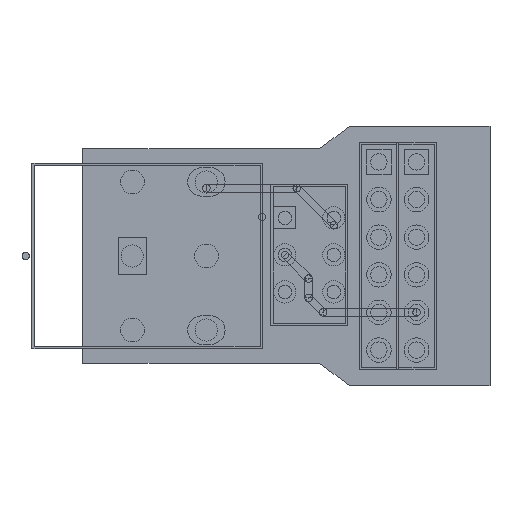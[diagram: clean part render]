
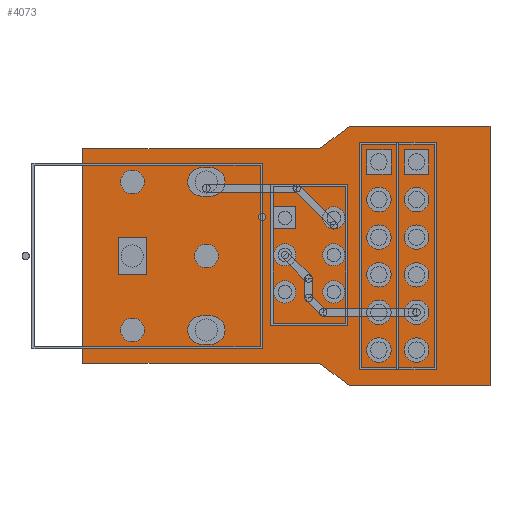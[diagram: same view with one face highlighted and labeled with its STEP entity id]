
A CAD part, top view. The second image highlights one B-rep face of the part: STEP entity #4073.
In plain terms, the highlighted planar face has unit normal (0, 0, 1).
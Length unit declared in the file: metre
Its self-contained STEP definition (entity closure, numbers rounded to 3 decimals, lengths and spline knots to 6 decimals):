
#3883 = EDGE_CURVE( '', #7069, #7070, #7071, .T. );
#4073 = ADVANCED_FACE( '', ( #7380 ), #7381, .T. );
#4087 = EDGE_CURVE( '', #7401, #7402, #7403, .T. );
#4291 = EDGE_CURVE( '', #7070, #7401, #7724, .T. );
#4361 = EDGE_CURVE( '', #7402, #7827, #7828, .T. );
#4461 = EDGE_CURVE( '', #7827, #7116, #7979, .T. );
#4595 = EDGE_CURVE( '', #8174, #7069, #8175, .T. );
#5007 = EDGE_CURVE( '', #7116, #8075, #8770, .T. );
#5101 = EDGE_CURVE( '', #8075, #8174, #8903, .T. );
#7069 = VERTEX_POINT( '', #10681 );
#7070 = VERTEX_POINT( '', #10682 );
#7071 = LINE( '', #10683, #10684 );
#7116 = VERTEX_POINT( '', #10744 );
#7380 = FACE_OUTER_BOUND( '', #11078, .T. );
#7381 = PLANE( '', #11079 );
#7401 = VERTEX_POINT( '', #11103 );
#7402 = VERTEX_POINT( '', #11104 );
#7403 = LINE( '', #11105, #11106 );
#7724 = LINE( '', #11518, #11519 );
#7827 = VERTEX_POINT( '', #11664 );
#7828 = LINE( '', #11665, #11666 );
#7979 = LINE( '', #11865, #11866 );
#8075 = VERTEX_POINT( '', #11993 );
#8174 = VERTEX_POINT( '', #12135 );
#8175 = LINE( '', #12136, #12137 );
#8770 = LINE( '', #12922, #12923 );
#8903 = LINE( '', #13101, #13102 );
#10681 = CARTESIAN_POINT( '', ( 0.016, 0.016, -0.000035 ) );
#10682 = CARTESIAN_POINT( '', ( 0., 0.016, -0.000035 ) );
#10683 = CARTESIAN_POINT( '', ( 0.016, 0.016, -0.000035 ) );
#10684 = VECTOR( '', #15115, 1. );
#10744 = CARTESIAN_POINT( '', ( 0.0275, 0., -0.000035 ) );
#11078 = EDGE_LOOP( '', ( #15493, #15494, #15495, #15496, #15497, #15498, #15499, #15500 ) );
#11079 = AXIS2_PLACEMENT_3D( '', #15501, #15502, #15503 );
#11103 = CARTESIAN_POINT( '', ( 0., 0.0015, -0.000035 ) );
#11104 = CARTESIAN_POINT( '', ( 0.016, 0.0015, -0.000035 ) );
#11105 = CARTESIAN_POINT( '', ( 0., 0.0015, -0.000035 ) );
#11106 = VECTOR( '', #15537, 1. );
#11518 = CARTESIAN_POINT( '', ( 0., 0.016, -0.000035 ) );
#11519 = VECTOR( '', #15946, 1. );
#11664 = CARTESIAN_POINT( '', ( 0.018, 0., -0.000035 ) );
#11665 = CARTESIAN_POINT( '', ( 0.016, 0.0015, -0.000035 ) );
#11666 = VECTOR( '', #16045, 1. );
#11865 = CARTESIAN_POINT( '', ( 0.018, 0., -0.000035 ) );
#11866 = VECTOR( '', #16226, 1. );
#11993 = CARTESIAN_POINT( '', ( 0.0275, 0.0175, -0.000035 ) );
#12135 = CARTESIAN_POINT( '', ( 0.018, 0.0175, -0.000035 ) );
#12136 = CARTESIAN_POINT( '', ( 0.018, 0.0175, -0.000035 ) );
#12137 = VECTOR( '', #16447, 1. );
#12922 = CARTESIAN_POINT( '', ( 0.0275, 0., -0.000035 ) );
#12923 = VECTOR( '', #17243, 1. );
#13101 = CARTESIAN_POINT( '', ( 0.0275, 0.0175, -0.000035 ) );
#13102 = VECTOR( '', #17409, 1. );
#15115 = DIRECTION( '', ( -1., 0., 0. ) );
#15493 = ORIENTED_EDGE( '', *, *, #4087, .T. );
#15494 = ORIENTED_EDGE( '', *, *, #4361, .T. );
#15495 = ORIENTED_EDGE( '', *, *, #4461, .T. );
#15496 = ORIENTED_EDGE( '', *, *, #5007, .T. );
#15497 = ORIENTED_EDGE( '', *, *, #5101, .T. );
#15498 = ORIENTED_EDGE( '', *, *, #4595, .T. );
#15499 = ORIENTED_EDGE( '', *, *, #3883, .T. );
#15500 = ORIENTED_EDGE( '', *, *, #4291, .T. );
#15501 = CARTESIAN_POINT( '', ( 0., 0.0015, -0.000035 ) );
#15502 = DIRECTION( '', ( 0., 0., 1. ) );
#15503 = DIRECTION( '', ( 1., 0., 0. ) );
#15537 = DIRECTION( '', ( 1., 0., 0. ) );
#15946 = DIRECTION( '', ( 0., -1., 0. ) );
#16045 = DIRECTION( '', ( 0.8, -0.6, 0. ) );
#16226 = DIRECTION( '', ( 1., 0., 0. ) );
#16447 = DIRECTION( '', ( -0.8, -0.6, 0. ) );
#17243 = DIRECTION( '', ( 0., 1., 0. ) );
#17409 = DIRECTION( '', ( -1., 0., 0. ) );
